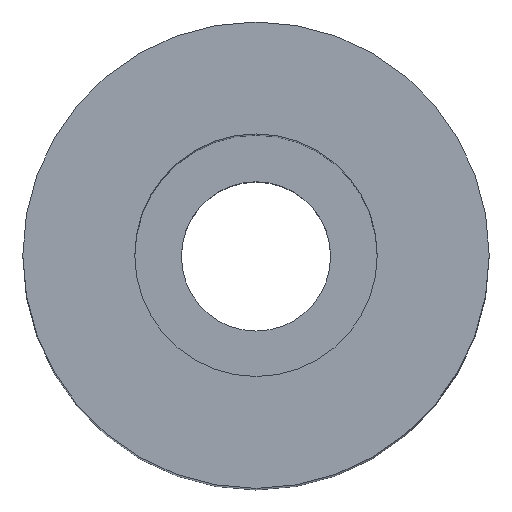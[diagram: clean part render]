
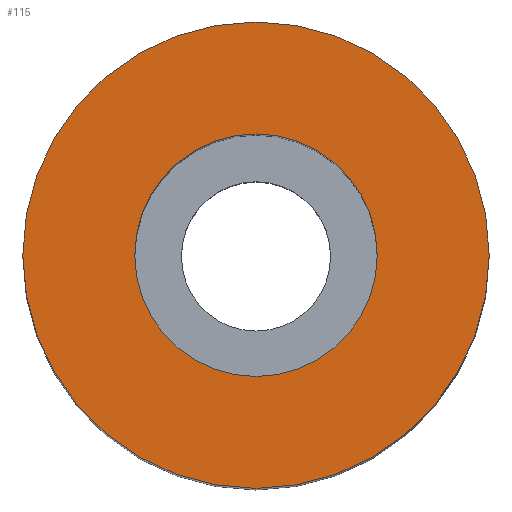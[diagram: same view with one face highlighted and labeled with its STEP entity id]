
A CAD part, top view. The second image highlights one B-rep face of the part: STEP entity #115.
In plain terms, the highlighted planar face has unit normal (0, 0, 1).
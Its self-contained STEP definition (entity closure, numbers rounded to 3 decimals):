
#3 = FACE_BOUND ( 'NONE', #37, .T. ) ;
#6 = ORIENTED_EDGE ( 'NONE', *, *, #323, .T. ) ;
#16 = VERTEX_POINT ( 'NONE', #202 ) ;
#29 = DIRECTION ( 'NONE',  ( 0., 0., -1. ) ) ;
#30 = FACE_OUTER_BOUND ( 'NONE', #229, .T. ) ;
#31 = DIRECTION ( 'NONE',  ( 0., 0., 1. ) ) ;
#36 = EDGE_CURVE ( 'NONE', #40, #318, #282, .T. ) ;
#37 = EDGE_LOOP ( 'NONE', ( #121, #286 ) ) ;
#40 = VERTEX_POINT ( 'NONE', #197 ) ;
#48 = CARTESIAN_POINT ( 'NONE',  ( 13., 0., 100. ) ) ;
#52 = DIRECTION ( 'NONE',  ( 0., 0., 1. ) ) ;
#55 = CARTESIAN_POINT ( 'NONE',  ( 0., 0., 100. ) ) ;
#56 = AXIS2_PLACEMENT_3D ( 'NONE', #55, #31, #210 ) ;
#57 = CARTESIAN_POINT ( 'NONE',  ( 25., 0., 100. ) ) ;
#81 = DIRECTION ( 'NONE',  ( 1., 0., 0. ) ) ;
#85 = AXIS2_PLACEMENT_3D ( 'NONE', #243, #52, #218 ) ;
#111 = DIRECTION ( 'NONE',  ( 0., 0., 1. ) ) ;
#115 = ADVANCED_FACE ( 'NONE', ( #3, #30 ), #160, .F. ) ;
#120 = EDGE_CURVE ( 'NONE', #16, #309, #256, .T. ) ;
#121 = ORIENTED_EDGE ( 'NONE', *, *, #134, .F. ) ;
#134 = EDGE_CURVE ( 'NONE', #318, #40, #153, .T. ) ;
#151 = CARTESIAN_POINT ( 'NONE',  ( 0., 0., 100. ) ) ;
#153 = CIRCLE ( 'NONE', #278, 13. ) ;
#160 = PLANE ( 'NONE',  #254 ) ;
#172 = ORIENTED_EDGE ( 'NONE', *, *, #120, .T. ) ;
#176 = CIRCLE ( 'NONE', #237, 25. ) ;
#197 = CARTESIAN_POINT ( 'NONE',  ( -13., 0., 100. ) ) ;
#200 = CARTESIAN_POINT ( 'NONE',  ( -25., 0., 100. ) ) ;
#202 = CARTESIAN_POINT ( 'NONE',  ( 25., 0., 100. ) ) ;
#203 = DIRECTION ( 'NONE',  ( 0., 0., 1. ) ) ;
#205 = DIRECTION ( 'NONE',  ( 1., 0., 0. ) ) ;
#210 = DIRECTION ( 'NONE',  ( 1., 0., 0. ) ) ;
#218 = DIRECTION ( 'NONE',  ( 1., 0., 0. ) ) ;
#223 = CARTESIAN_POINT ( 'NONE',  ( 0., 0., 100. ) ) ;
#229 = EDGE_LOOP ( 'NONE', ( #172, #6 ) ) ;
#237 = AXIS2_PLACEMENT_3D ( 'NONE', #151, #203, #81 ) ;
#243 = CARTESIAN_POINT ( 'NONE',  ( 0., 0., 100. ) ) ;
#254 = AXIS2_PLACEMENT_3D ( 'NONE', #57, #29, #280 ) ;
#256 = CIRCLE ( 'NONE', #56, 25. ) ;
#278 = AXIS2_PLACEMENT_3D ( 'NONE', #223, #111, #205 ) ;
#280 = DIRECTION ( 'NONE',  ( -1., 0., 0. ) ) ;
#282 = CIRCLE ( 'NONE', #85, 13. ) ;
#286 = ORIENTED_EDGE ( 'NONE', *, *, #36, .F. ) ;
#309 = VERTEX_POINT ( 'NONE', #200 ) ;
#318 = VERTEX_POINT ( 'NONE', #48 ) ;
#323 = EDGE_CURVE ( 'NONE', #309, #16, #176, .T. ) ;
